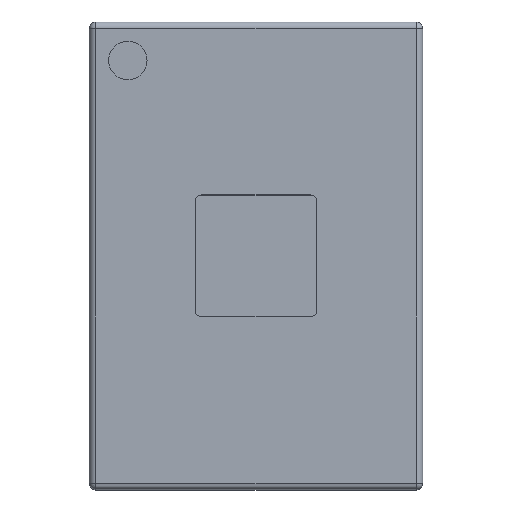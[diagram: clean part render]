
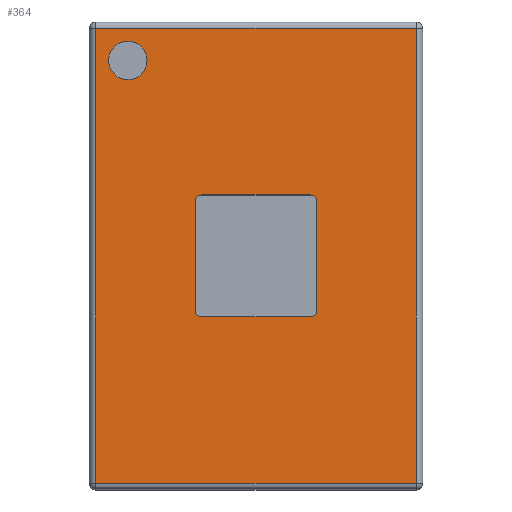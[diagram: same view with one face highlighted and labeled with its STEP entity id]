
A CAD part, top view. The second image highlights one B-rep face of the part: STEP entity #364.
In plain terms, the highlighted planar face has unit normal (0, 0, 1).
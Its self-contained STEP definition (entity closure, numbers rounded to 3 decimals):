
#95 = VERTEX_POINT('',#96);
#96 = CARTESIAN_POINT('',(-1.25,1.775,1.09));
#203 = EDGE_CURVE('',#95,#204,#206,.T.);
#204 = VERTEX_POINT('',#205);
#205 = CARTESIAN_POINT('',(1.25,1.775,1.09));
#206 = LINE('',#207,#208);
#207 = CARTESIAN_POINT('',(-1.25,1.775,1.09));
#208 = VECTOR('',#209,1.);
#209 = DIRECTION('',(1.,0.,0.));
#253 = VERTEX_POINT('',#254);
#254 = CARTESIAN_POINT('',(-1.25,-1.775,1.09));
#261 = EDGE_CURVE('',#253,#95,#262,.T.);
#262 = LINE('',#263,#264);
#263 = CARTESIAN_POINT('',(-1.25,-1.775,1.09));
#264 = VECTOR('',#265,1.);
#265 = DIRECTION('',(0.,1.,0.));
#364 = ADVANCED_FACE('',(#365,#383,#453),#464,.T.);
#365 = FACE_BOUND('',#366,.T.);
#366 = EDGE_LOOP('',(#367,#368,#376,#382));
#367 = ORIENTED_EDGE('',*,*,#261,.F.);
#368 = ORIENTED_EDGE('',*,*,#369,.F.);
#369 = EDGE_CURVE('',#370,#253,#372,.T.);
#370 = VERTEX_POINT('',#371);
#371 = CARTESIAN_POINT('',(1.25,-1.775,1.09));
#372 = LINE('',#373,#374);
#373 = CARTESIAN_POINT('',(1.25,-1.775,1.09));
#374 = VECTOR('',#375,1.);
#375 = DIRECTION('',(-1.,0.,0.));
#376 = ORIENTED_EDGE('',*,*,#377,.F.);
#377 = EDGE_CURVE('',#204,#370,#378,.T.);
#378 = LINE('',#379,#380);
#379 = CARTESIAN_POINT('',(1.25,1.775,1.09));
#380 = VECTOR('',#381,1.);
#381 = DIRECTION('',(0.,-1.,0.));
#382 = ORIENTED_EDGE('',*,*,#203,.F.);
#383 = FACE_BOUND('',#384,.T.);
#384 = EDGE_LOOP('',(#385,#396,#404,#413,#421,#430,#438,#447));
#385 = ORIENTED_EDGE('',*,*,#386,.F.);
#386 = EDGE_CURVE('',#387,#389,#391,.T.);
#387 = VERTEX_POINT('',#388);
#388 = CARTESIAN_POINT('',(-0.425,0.475,1.09));
#389 = VERTEX_POINT('',#390);
#390 = CARTESIAN_POINT('',(-0.475,0.425,1.09));
#391 = CIRCLE('',#392,0.05);
#392 = AXIS2_PLACEMENT_3D('',#393,#394,#395);
#393 = CARTESIAN_POINT('',(-0.425,0.425,1.09));
#394 = DIRECTION('',(0.,0.,1.));
#395 = DIRECTION('',(1.,0.,0.));
#396 = ORIENTED_EDGE('',*,*,#397,.T.);
#397 = EDGE_CURVE('',#387,#398,#400,.T.);
#398 = VERTEX_POINT('',#399);
#399 = CARTESIAN_POINT('',(0.425,0.475,1.09));
#400 = LINE('',#401,#402);
#401 = CARTESIAN_POINT('',(-0.425,0.475,1.09));
#402 = VECTOR('',#403,1.);
#403 = DIRECTION('',(1.,0.,0.));
#404 = ORIENTED_EDGE('',*,*,#405,.F.);
#405 = EDGE_CURVE('',#406,#398,#408,.T.);
#406 = VERTEX_POINT('',#407);
#407 = CARTESIAN_POINT('',(0.475,0.425,1.09));
#408 = CIRCLE('',#409,0.05);
#409 = AXIS2_PLACEMENT_3D('',#410,#411,#412);
#410 = CARTESIAN_POINT('',(0.425,0.425,1.09));
#411 = DIRECTION('',(0.,0.,1.));
#412 = DIRECTION('',(1.,0.,0.));
#413 = ORIENTED_EDGE('',*,*,#414,.T.);
#414 = EDGE_CURVE('',#406,#415,#417,.T.);
#415 = VERTEX_POINT('',#416);
#416 = CARTESIAN_POINT('',(0.475,-0.425,1.09));
#417 = LINE('',#418,#419);
#418 = CARTESIAN_POINT('',(0.475,0.425,1.09));
#419 = VECTOR('',#420,1.);
#420 = DIRECTION('',(0.,-1.,0.));
#421 = ORIENTED_EDGE('',*,*,#422,.F.);
#422 = EDGE_CURVE('',#423,#415,#425,.T.);
#423 = VERTEX_POINT('',#424);
#424 = CARTESIAN_POINT('',(0.425,-0.475,1.09));
#425 = CIRCLE('',#426,0.05);
#426 = AXIS2_PLACEMENT_3D('',#427,#428,#429);
#427 = CARTESIAN_POINT('',(0.425,-0.425,1.09));
#428 = DIRECTION('',(0.,0.,1.));
#429 = DIRECTION('',(1.,0.,0.));
#430 = ORIENTED_EDGE('',*,*,#431,.T.);
#431 = EDGE_CURVE('',#423,#432,#434,.T.);
#432 = VERTEX_POINT('',#433);
#433 = CARTESIAN_POINT('',(-0.425,-0.475,1.09));
#434 = LINE('',#435,#436);
#435 = CARTESIAN_POINT('',(0.425,-0.475,1.09));
#436 = VECTOR('',#437,1.);
#437 = DIRECTION('',(-1.,0.,0.));
#438 = ORIENTED_EDGE('',*,*,#439,.F.);
#439 = EDGE_CURVE('',#440,#432,#442,.T.);
#440 = VERTEX_POINT('',#441);
#441 = CARTESIAN_POINT('',(-0.475,-0.425,1.09));
#442 = CIRCLE('',#443,0.05);
#443 = AXIS2_PLACEMENT_3D('',#444,#445,#446);
#444 = CARTESIAN_POINT('',(-0.425,-0.425,1.09));
#445 = DIRECTION('',(0.,0.,1.));
#446 = DIRECTION('',(1.,0.,0.));
#447 = ORIENTED_EDGE('',*,*,#448,.T.);
#448 = EDGE_CURVE('',#440,#389,#449,.T.);
#449 = LINE('',#450,#451);
#450 = CARTESIAN_POINT('',(-0.475,-0.425,1.09));
#451 = VECTOR('',#452,1.);
#452 = DIRECTION('',(0.,1.,0.));
#453 = FACE_BOUND('',#454,.T.);
#454 = EDGE_LOOP('',(#455));
#455 = ORIENTED_EDGE('',*,*,#456,.F.);
#456 = EDGE_CURVE('',#457,#457,#459,.T.);
#457 = VERTEX_POINT('',#458);
#458 = CARTESIAN_POINT('',(-0.85,1.525,1.09));
#459 = CIRCLE('',#460,0.15);
#460 = AXIS2_PLACEMENT_3D('',#461,#462,#463);
#461 = CARTESIAN_POINT('',(-1.,1.525,1.09));
#462 = DIRECTION('',(0.,0.,1.));
#463 = DIRECTION('',(1.,0.,0.));
#464 = PLANE('',#465);
#465 = AXIS2_PLACEMENT_3D('',#466,#467,#468);
#466 = CARTESIAN_POINT('',(0.,0.,1.09));
#467 = DIRECTION('',(0.,0.,1.));
#468 = DIRECTION('',(1.,0.,0.));
